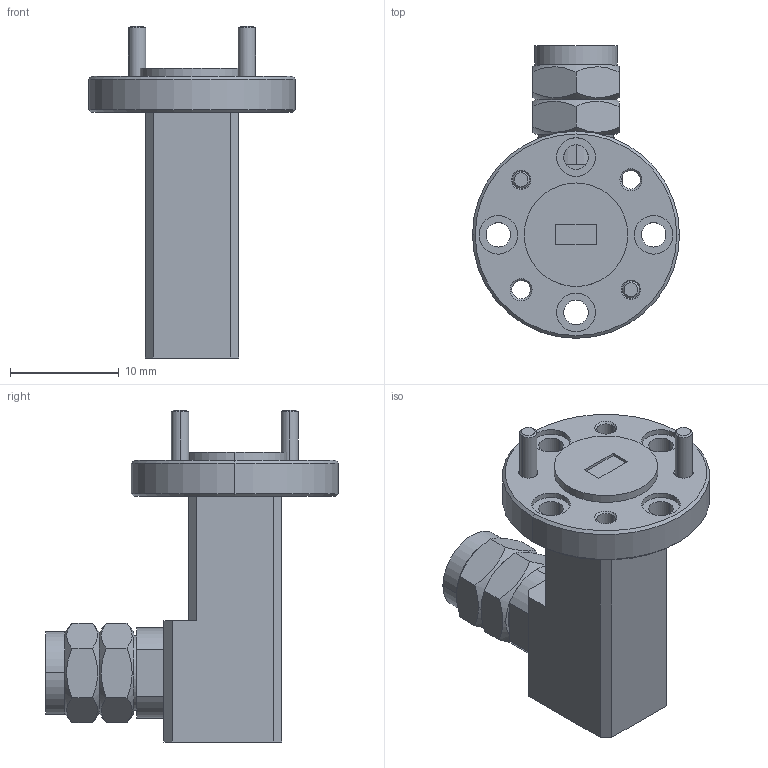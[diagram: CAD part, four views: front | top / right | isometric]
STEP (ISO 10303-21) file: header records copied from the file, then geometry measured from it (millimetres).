
FILE_DESCRIPTION (( 'STEP AP214' ), '1' );
FILE_NAME ('WC-VR, Defeatured Male.STEP', '2022-09-02T20:31:46', ( '' ), ( '' ), 'SwSTEP 2.0', 'SolidWorks 2021', '' );
FILE_SCHEMA (( 'AUTOMOTIVE_DESIGN' ));
Length unit declared in the file: inch
Products named in the file (1): WC-VR, Defeatured Male
Bounding box: 19.05 x 26.95 x 30.54 mm (x, y, z)
Volume: 3248.9 mm3; surface area: 2228.6 mm2
Topology: 3 solids, 3 shells, 123 faces, 289 edges, 184 vertices
Faces by surface type: plane 52, cylinder 43, cone 28
Entity records: 5419 total; most frequent: CARTESIAN_POINT 869, DIRECTION 621, ORIENTED_EDGE 578, EDGE_CURVE 289, AXIS2_PLACEMENT_3D 240, VERTEX_POINT 184, EDGE_LOOP 151, VECTOR 141
